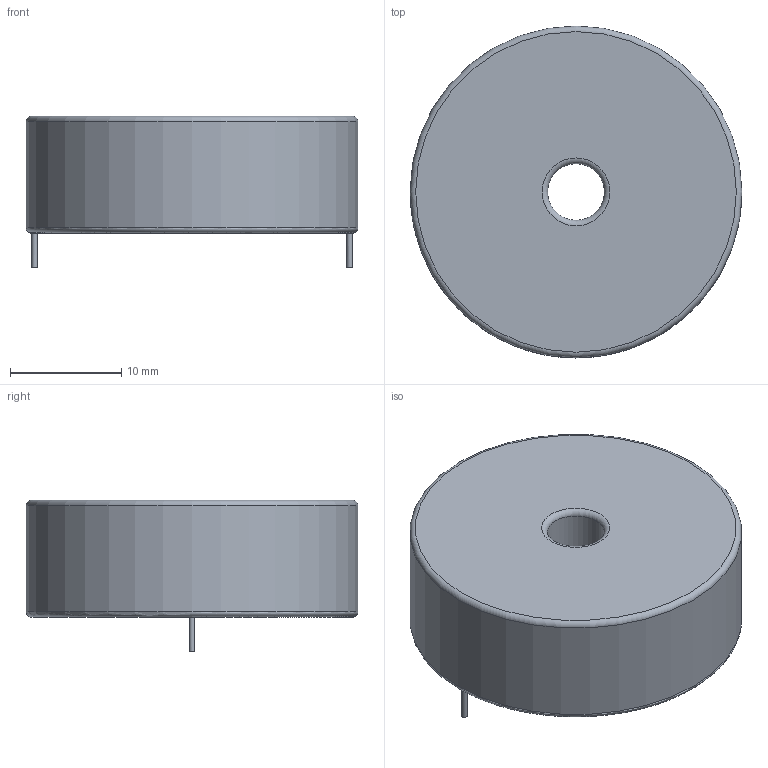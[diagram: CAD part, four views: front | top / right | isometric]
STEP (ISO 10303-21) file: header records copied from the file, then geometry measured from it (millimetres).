
FILE_DESCRIPTION(('FreeCAD Model'),'2;1');
FILE_NAME('L_Radial_D29.8mm_P28.30mm_muRATA_1400series.step','2018-01-10T12:26:11', ('kicad StepUp'),('ksu MCAD'),'Open CASCADE STEP processor 6.8', 'FreeCAD','Unknown');
FILE_SCHEMA(('AUTOMOTIVE_DESIGN_CC2 { 1 2 10303 214 -1 1 5 4 }'));
Length unit declared in the file: millimetre
Products named in the file (1): L_Radial_D29.8mm_P28.30mm_muRATA_1400series
Bounding box: 29.8 x 29.8 x 13.6 mm (x, y, z)
Volume: 7099.2 mm3; surface area: 2471.3 mm2
Topology: 1 solids, 1 shells, 11 faces, 20 edges, 11 vertices
Faces by surface type: cylinder 4, plane 4, torus 3
Full cylindrical faces by diameter (mm): 0.5 x2, 5.1 x1, 29.8 x1
Entity records: 228 total; most frequent: ORIENTED_EDGE 32, CARTESIAN_POINT 25, AXIS2_PLACEMENT_3D 21, EDGE_CURVE 20, FACE_BOUND 15, EDGE_LOOP 15, CIRCLE 14, ADVANCED_FACE 11
